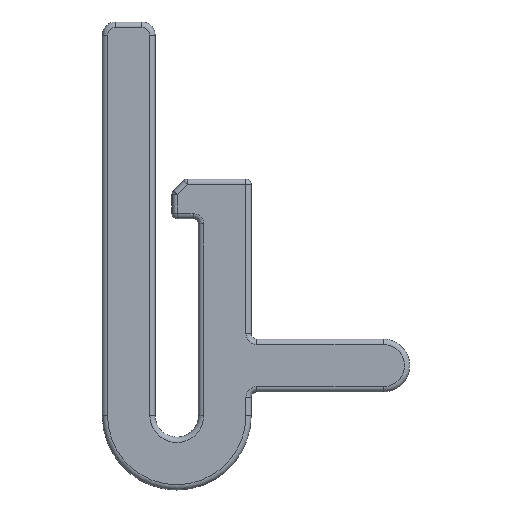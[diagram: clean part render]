
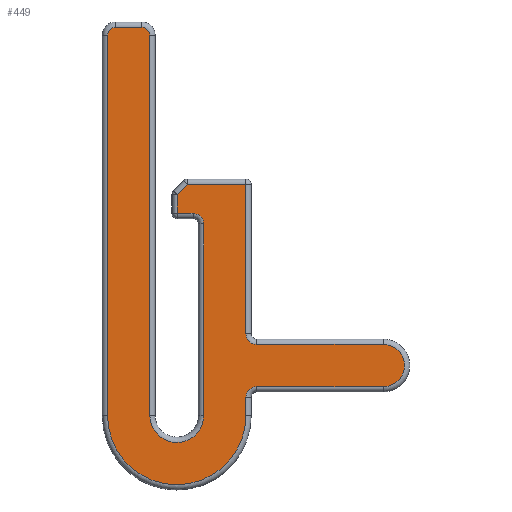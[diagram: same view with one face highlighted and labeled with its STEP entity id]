
A CAD part, front view. The second image highlights one B-rep face of the part: STEP entity #449.
In plain terms, the highlighted planar face has unit normal (0, -1, 0).
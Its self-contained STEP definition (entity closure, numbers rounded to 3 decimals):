
#128 = VERTEX_POINT('',#129);
#129 = CARTESIAN_POINT('',(-1.6,-3.,16.677));
#136 = EDGE_CURVE('',#128,#137,#139,.T.);
#137 = VERTEX_POINT('',#138);
#138 = CARTESIAN_POINT('',(-1.6,-3.,-12.111));
#139 = LINE('',#140,#141);
#140 = CARTESIAN_POINT('',(-1.6,-3.,16.677));
#141 = VECTOR('',#142,1.);
#142 = DIRECTION('',(0.,0.,-1.));
#251 = VERTEX_POINT('',#252);
#252 = CARTESIAN_POINT('',(-1.,-3.,17.277));
#261 = EDGE_CURVE('',#251,#128,#262,.T.);
#262 = CIRCLE('',#263,0.6);
#263 = AXIS2_PLACEMENT_3D('',#264,#265,#266);
#264 = CARTESIAN_POINT('',(-1.,-3.,16.677));
#265 = DIRECTION('',(0.,-1.,0.));
#266 = DIRECTION('',(0.,0.,1.));
#449 = ADVANCED_FACE('',(#450),#603,.F.);
#450 = FACE_BOUND('',#451,.F.);
#451 = EDGE_LOOP('',(#452,#462,#471,#479,#487,#495,#503,#511,#520,#528,
    #537,#545,#554,#562,#569,#570,#571,#579,#588,#596));
#452 = ORIENTED_EDGE('',*,*,#453,.F.);
#453 = EDGE_CURVE('',#454,#456,#458,.T.);
#454 = VERTEX_POINT('',#455);
#455 = CARTESIAN_POINT('',(5.675,-3.,2.391));
#456 = VERTEX_POINT('',#457);
#457 = CARTESIAN_POINT('',(5.675,-3.,-12.111));
#458 = LINE('',#459,#460);
#459 = CARTESIAN_POINT('',(5.675,-3.,2.791));
#460 = VECTOR('',#461,1.);
#461 = DIRECTION('',(0.,0.,-1.));
#462 = ORIENTED_EDGE('',*,*,#463,.F.);
#463 = EDGE_CURVE('',#464,#454,#466,.T.);
#464 = VERTEX_POINT('',#465);
#465 = CARTESIAN_POINT('',(4.875,-3.,3.191));
#466 = CIRCLE('',#467,0.8);
#467 = AXIS2_PLACEMENT_3D('',#468,#469,#470);
#468 = CARTESIAN_POINT('',(4.875,-3.,2.391));
#469 = DIRECTION('',(0.,1.,0.));
#470 = DIRECTION('',(0.,0.,1.));
#471 = ORIENTED_EDGE('',*,*,#472,.F.);
#472 = EDGE_CURVE('',#473,#464,#475,.T.);
#473 = VERTEX_POINT('',#474);
#474 = CARTESIAN_POINT('',(3.675,-3.,3.191));
#475 = LINE('',#476,#477);
#476 = CARTESIAN_POINT('',(3.275,-3.,3.191));
#477 = VECTOR('',#478,1.);
#478 = DIRECTION('',(1.,0.,0.));
#479 = ORIENTED_EDGE('',*,*,#480,.F.);
#480 = EDGE_CURVE('',#481,#473,#483,.T.);
#481 = VERTEX_POINT('',#482);
#482 = CARTESIAN_POINT('',(3.675,-3.,4.626));
#483 = LINE('',#484,#485);
#484 = CARTESIAN_POINT('',(3.675,-3.,4.791));
#485 = VECTOR('',#486,1.);
#486 = DIRECTION('',(0.,0.,-1.));
#487 = ORIENTED_EDGE('',*,*,#488,.F.);
#488 = EDGE_CURVE('',#489,#481,#491,.T.);
#489 = VERTEX_POINT('',#490);
#490 = CARTESIAN_POINT('',(4.441,-3.,5.391));
#491 = LINE('',#492,#493);
#492 = CARTESIAN_POINT('',(4.558,-3.,5.508));
#493 = VECTOR('',#494,1.);
#494 = DIRECTION('',(-0.707,0.,-0.707
    ));
#495 = ORIENTED_EDGE('',*,*,#496,.F.);
#496 = EDGE_CURVE('',#497,#489,#499,.T.);
#497 = VERTEX_POINT('',#498);
#498 = CARTESIAN_POINT('',(8.875,-3.,5.391));
#499 = LINE('',#500,#501);
#500 = CARTESIAN_POINT('',(9.275,-3.,5.391));
#501 = VECTOR('',#502,1.);
#502 = DIRECTION('',(-1.,-0.,0.));
#503 = ORIENTED_EDGE('',*,*,#504,.F.);
#504 = EDGE_CURVE('',#505,#497,#507,.T.);
#505 = VERTEX_POINT('',#506);
#506 = CARTESIAN_POINT('',(8.875,-3.,-5.929));
#507 = LINE('',#508,#509);
#508 = CARTESIAN_POINT('',(8.875,-3.,-6.329));
#509 = VECTOR('',#510,1.);
#510 = DIRECTION('',(0.,0.,1.));
#511 = ORIENTED_EDGE('',*,*,#512,.T.);
#512 = EDGE_CURVE('',#505,#513,#515,.T.);
#513 = VERTEX_POINT('',#514);
#514 = CARTESIAN_POINT('',(9.675,-3.,-6.729));
#515 = CIRCLE('',#516,0.8);
#516 = AXIS2_PLACEMENT_3D('',#517,#518,#519);
#517 = CARTESIAN_POINT('',(9.675,-3.,-5.929));
#518 = DIRECTION('',(0.,-1.,0.));
#519 = DIRECTION('',(-1.,0.,0.));
#520 = ORIENTED_EDGE('',*,*,#521,.F.);
#521 = EDGE_CURVE('',#522,#513,#524,.T.);
#522 = VERTEX_POINT('',#523);
#523 = CARTESIAN_POINT('',(19.275,-3.,-6.729));
#524 = LINE('',#525,#526);
#525 = CARTESIAN_POINT('',(19.275,-3.,-6.729));
#526 = VECTOR('',#527,1.);
#527 = DIRECTION('',(-1.,-0.,0.));
#528 = ORIENTED_EDGE('',*,*,#529,.F.);
#529 = EDGE_CURVE('',#530,#522,#532,.T.);
#530 = VERTEX_POINT('',#531);
#531 = CARTESIAN_POINT('',(19.275,-3.,-9.929));
#532 = CIRCLE('',#533,1.6);
#533 = AXIS2_PLACEMENT_3D('',#534,#535,#536);
#534 = CARTESIAN_POINT('',(19.275,-3.,-8.329));
#535 = DIRECTION('',(0.,-1.,0.));
#536 = DIRECTION('',(0.,0.,-1.));
#537 = ORIENTED_EDGE('',*,*,#538,.F.);
#538 = EDGE_CURVE('',#539,#530,#541,.T.);
#539 = VERTEX_POINT('',#540);
#540 = CARTESIAN_POINT('',(9.675,-3.,-9.929));
#541 = LINE('',#542,#543);
#542 = CARTESIAN_POINT('',(9.275,-3.,-9.929));
#543 = VECTOR('',#544,1.);
#544 = DIRECTION('',(1.,0.,0.));
#545 = ORIENTED_EDGE('',*,*,#546,.T.);
#546 = EDGE_CURVE('',#539,#547,#549,.T.);
#547 = VERTEX_POINT('',#548);
#548 = CARTESIAN_POINT('',(8.875,-3.,-10.729));
#549 = CIRCLE('',#550,0.8);
#550 = AXIS2_PLACEMENT_3D('',#551,#552,#553);
#551 = CARTESIAN_POINT('',(9.675,-3.,-10.729));
#552 = DIRECTION('',(0.,-1.,0.));
#553 = DIRECTION('',(0.,0.,1.));
#554 = ORIENTED_EDGE('',*,*,#555,.F.);
#555 = EDGE_CURVE('',#556,#547,#558,.T.);
#556 = VERTEX_POINT('',#557);
#557 = CARTESIAN_POINT('',(8.875,-3.,-12.111));
#558 = LINE('',#559,#560);
#559 = CARTESIAN_POINT('',(8.875,-3.,-12.111));
#560 = VECTOR('',#561,1.);
#561 = DIRECTION('',(0.,0.,1.));
#562 = ORIENTED_EDGE('',*,*,#563,.F.);
#563 = EDGE_CURVE('',#137,#556,#564,.T.);
#564 = CIRCLE('',#565,5.237);
#565 = AXIS2_PLACEMENT_3D('',#566,#567,#568);
#566 = CARTESIAN_POINT('',(3.637,-3.,-12.111));
#567 = DIRECTION('',(0.,-1.,0.));
#568 = DIRECTION('',(-1.,0.,0.));
#569 = ORIENTED_EDGE('',*,*,#136,.F.);
#570 = ORIENTED_EDGE('',*,*,#261,.F.);
#571 = ORIENTED_EDGE('',*,*,#572,.F.);
#572 = EDGE_CURVE('',#573,#251,#575,.T.);
#573 = VERTEX_POINT('',#574);
#574 = CARTESIAN_POINT('',(1.,-3.,17.277));
#575 = LINE('',#576,#577);
#576 = CARTESIAN_POINT('',(1.,-3.,17.277));
#577 = VECTOR('',#578,1.);
#578 = DIRECTION('',(-1.,-0.,0.));
#579 = ORIENTED_EDGE('',*,*,#580,.F.);
#580 = EDGE_CURVE('',#581,#573,#583,.T.);
#581 = VERTEX_POINT('',#582);
#582 = CARTESIAN_POINT('',(1.6,-3.,16.677));
#583 = CIRCLE('',#584,0.6);
#584 = AXIS2_PLACEMENT_3D('',#585,#586,#587);
#585 = CARTESIAN_POINT('',(1.,-3.,16.677));
#586 = DIRECTION('',(0.,-1.,0.));
#587 = DIRECTION('',(1.,0.,0.));
#588 = ORIENTED_EDGE('',*,*,#589,.F.);
#589 = EDGE_CURVE('',#590,#581,#592,.T.);
#590 = VERTEX_POINT('',#591);
#591 = CARTESIAN_POINT('',(1.6,-3.,-12.111));
#592 = LINE('',#593,#594);
#593 = CARTESIAN_POINT('',(1.6,-3.,-12.111));
#594 = VECTOR('',#595,1.);
#595 = DIRECTION('',(0.,0.,1.));
#596 = ORIENTED_EDGE('',*,*,#597,.F.);
#597 = EDGE_CURVE('',#456,#590,#598,.T.);
#598 = CIRCLE('',#599,2.037);
#599 = AXIS2_PLACEMENT_3D('',#600,#601,#602);
#600 = CARTESIAN_POINT('',(3.637,-3.,-12.111));
#601 = DIRECTION('',(0.,1.,0.));
#602 = DIRECTION('',(1.,0.,0.));
#603 = PLANE('',#604);
#604 = AXIS2_PLACEMENT_3D('',#605,#606,#607);
#605 = CARTESIAN_POINT('',(5.005,-3.,-2.425));
#606 = DIRECTION('',(0.,1.,0.));
#607 = DIRECTION('',(0.,0.,1.));
